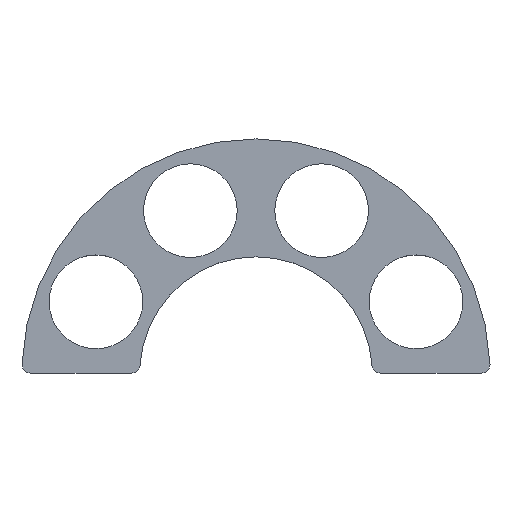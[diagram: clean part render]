
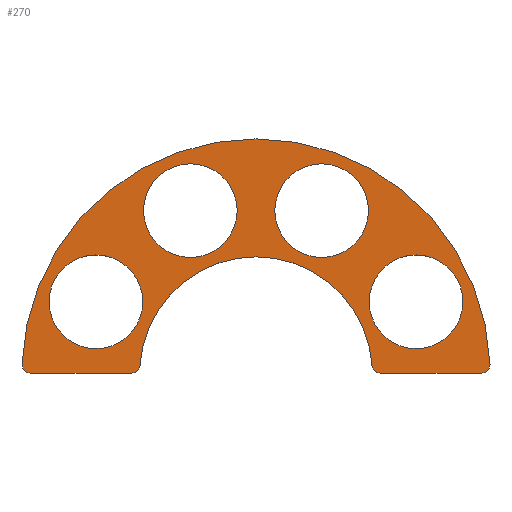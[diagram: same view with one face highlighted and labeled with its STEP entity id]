
A CAD part, top view. The second image highlights one B-rep face of the part: STEP entity #270.
In plain terms, the highlighted planar face has unit normal (0, 0, 1).
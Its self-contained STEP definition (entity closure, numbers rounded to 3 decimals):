
#19=FACE_BOUND('',#59,.T.);
#20=FACE_BOUND('',#60,.T.);
#21=FACE_BOUND('',#61,.T.);
#22=FACE_BOUND('',#62,.T.);
#26=PLANE('',#318);
#40=FACE_OUTER_BOUND('',#58,.T.);
#58=EDGE_LOOP('',(#235,#236,#237,#238,#239,#240,#241,#242));
#59=EDGE_LOOP('',(#243));
#60=EDGE_LOOP('',(#244));
#61=EDGE_LOOP('',(#245));
#62=EDGE_LOOP('',(#246));
#67=LINE('',#439,#83);
#73=LINE('',#454,#89);
#83=VECTOR('',#353,10.);
#89=VECTOR('',#369,10.);
#95=CIRCLE('',#286,5.);
#106=CIRCLE('',#300,5.);
#107=CIRCLE('',#302,5.);
#108=CIRCLE('',#305,5.);
#109=CIRCLE('',#307,27.);
#110=CIRCLE('',#309,27.);
#111=CIRCLE('',#311,27.);
#112=CIRCLE('',#313,27.);
#113=CIRCLE('',#315,67.);
#114=CIRCLE('',#317,135.);
#115=VERTEX_POINT('',#407);
#116=VERTEX_POINT('',#408);
#129=VERTEX_POINT('',#438);
#130=VERTEX_POINT('',#442);
#131=VERTEX_POINT('',#446);
#132=VERTEX_POINT('',#447);
#133=VERTEX_POINT('',#452);
#134=VERTEX_POINT('',#456);
#135=VERTEX_POINT('',#460);
#136=VERTEX_POINT('',#464);
#137=VERTEX_POINT('',#468);
#138=VERTEX_POINT('',#472);
#139=EDGE_CURVE('',#115,#116,#95,.T.);
#154=EDGE_CURVE('',#129,#116,#67,.T.);
#156=EDGE_CURVE('',#129,#130,#106,.T.);
#158=EDGE_CURVE('',#131,#132,#107,.T.);
#162=EDGE_CURVE('',#131,#133,#73,.T.);
#163=EDGE_CURVE('',#134,#133,#108,.T.);
#165=EDGE_CURVE('',#135,#135,#109,.T.);
#167=EDGE_CURVE('',#136,#136,#110,.T.);
#169=EDGE_CURVE('',#137,#137,#111,.T.);
#171=EDGE_CURVE('',#138,#138,#112,.T.);
#173=EDGE_CURVE('',#134,#130,#113,.T.);
#174=EDGE_CURVE('',#115,#132,#114,.T.);
#235=ORIENTED_EDGE('',*,*,#139,.F.);
#236=ORIENTED_EDGE('',*,*,#174,.T.);
#237=ORIENTED_EDGE('',*,*,#158,.F.);
#238=ORIENTED_EDGE('',*,*,#162,.T.);
#239=ORIENTED_EDGE('',*,*,#163,.F.);
#240=ORIENTED_EDGE('',*,*,#173,.T.);
#241=ORIENTED_EDGE('',*,*,#156,.F.);
#242=ORIENTED_EDGE('',*,*,#154,.T.);
#243=ORIENTED_EDGE('',*,*,#171,.T.);
#244=ORIENTED_EDGE('',*,*,#169,.T.);
#245=ORIENTED_EDGE('',*,*,#167,.T.);
#246=ORIENTED_EDGE('',*,*,#165,.T.);
#270=ADVANCED_FACE('',(#40,#19,#20,#21,#22),#26,.T.);
#286=AXIS2_PLACEMENT_3D('',#409,#323,#324);
#300=AXIS2_PLACEMENT_3D('',#443,#357,#358);
#302=AXIS2_PLACEMENT_3D('',#448,#362,#363);
#305=AXIS2_PLACEMENT_3D('',#457,#372,#373);
#307=AXIS2_PLACEMENT_3D('',#461,#377,#378);
#309=AXIS2_PLACEMENT_3D('',#465,#382,#383);
#311=AXIS2_PLACEMENT_3D('',#469,#387,#388);
#313=AXIS2_PLACEMENT_3D('',#473,#392,#393);
#315=AXIS2_PLACEMENT_3D('',#476,#397,#398);
#317=AXIS2_PLACEMENT_3D('',#478,#401,#402);
#318=AXIS2_PLACEMENT_3D('',#479,#403,#404);
#323=DIRECTION('center_axis',(0.,0.,-1.));
#324=DIRECTION('ref_axis',(0.721,-0.693,0.));
#353=DIRECTION('',(1.,0.,0.));
#357=DIRECTION('center_axis',(0.,0.,-1.));
#358=DIRECTION('ref_axis',(-0.682,-0.731,0.));
#362=DIRECTION('center_axis',(0.,0.,-1.));
#363=DIRECTION('ref_axis',(-0.721,-0.693,0.));
#369=DIRECTION('',(1.,0.,0.));
#372=DIRECTION('center_axis',(0.,0.,-1.));
#373=DIRECTION('ref_axis',(0.682,-0.731,0.));
#377=DIRECTION('center_axis',(0.,0.,-1.));
#378=DIRECTION('ref_axis',(-1.,0.,0.));
#382=DIRECTION('center_axis',(0.,0.,-1.));
#383=DIRECTION('ref_axis',(-1.,0.,0.));
#387=DIRECTION('center_axis',(0.,0.,-1.));
#388=DIRECTION('ref_axis',(-1.,0.,0.));
#392=DIRECTION('center_axis',(0.,0.,-1.));
#393=DIRECTION('ref_axis',(-1.,0.,0.));
#397=DIRECTION('center_axis',(0.,0.,-1.));
#398=DIRECTION('ref_axis',(-1.,0.,0.));
#401=DIRECTION('center_axis',(0.,0.,1.));
#402=DIRECTION('ref_axis',(1.,0.,0.));
#403=DIRECTION('center_axis',(0.,0.,1.));
#404=DIRECTION('ref_axis',(1.,0.,0.));
#407=CARTESIAN_POINT('',(134.9,5.192,9.));
#408=CARTESIAN_POINT('',(129.904,0.,9.));
#409=CARTESIAN_POINT('Origin',(129.904,5.,9.));
#438=CARTESIAN_POINT('',(71.826,0.,9.));
#439=CARTESIAN_POINT('',(-135.,0.,9.));
#442=CARTESIAN_POINT('',(66.838,4.653,9.));
#443=CARTESIAN_POINT('Origin',(71.826,5.,9.));
#446=CARTESIAN_POINT('',(-129.904,0.,9.));
#447=CARTESIAN_POINT('',(-134.9,5.192,9.));
#448=CARTESIAN_POINT('Origin',(-129.904,5.,9.));
#452=CARTESIAN_POINT('',(-71.826,0.,9.));
#454=CARTESIAN_POINT('',(-135.,0.,9.));
#456=CARTESIAN_POINT('',(-66.838,4.653,9.));
#457=CARTESIAN_POINT('Origin',(-71.826,5.,9.));
#460=CARTESIAN_POINT('',(119.268,41.08,9.));
#461=CARTESIAN_POINT('Origin',(92.268,41.08,9.));
#464=CARTESIAN_POINT('',(64.835,93.646,9.));
#465=CARTESIAN_POINT('Origin',(37.835,93.646,9.));
#468=CARTESIAN_POINT('',(-65.268,41.08,9.));
#469=CARTESIAN_POINT('Origin',(-92.268,41.08,9.));
#472=CARTESIAN_POINT('',(-10.835,93.646,9.));
#473=CARTESIAN_POINT('Origin',(-37.835,93.646,9.));
#476=CARTESIAN_POINT('Origin',(0.,0.,9.));
#478=CARTESIAN_POINT('Origin',(0.,0.,9.));
#479=CARTESIAN_POINT('Origin',(0.,67.5,9.));
